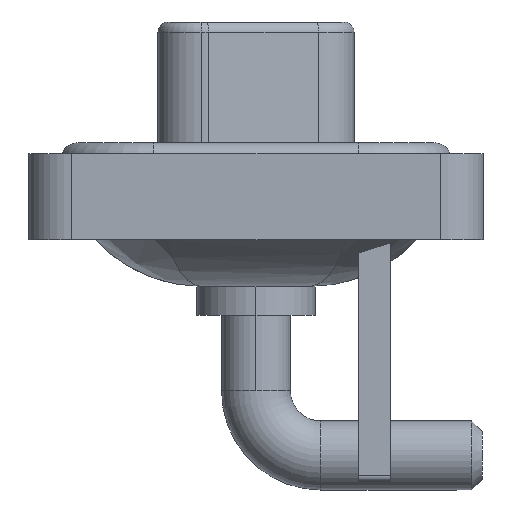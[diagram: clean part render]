
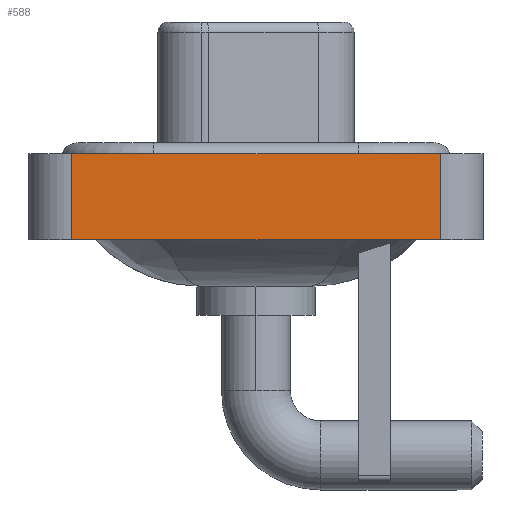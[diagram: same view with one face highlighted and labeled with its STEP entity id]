
A CAD part, left-side view. The second image highlights one B-rep face of the part: STEP entity #588.
In plain terms, the highlighted planar face has unit normal (-1, 0, 0).
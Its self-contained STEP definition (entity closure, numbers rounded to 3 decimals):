
#588 = ADVANCED_FACE ( 'NONE', ( #14077 ), #8424, .T. ) ;
#755 = CARTESIAN_POINT ( 'NONE',  ( -7.25, 8.55, -3.6 ) ) ;
#850 = VECTOR ( 'NONE', #3373, 1000. ) ;
#1556 = DIRECTION ( 'NONE',  ( 0., 0., 1. ) ) ;
#2486 = CARTESIAN_POINT ( 'NONE',  ( -7.25, -8.55, -3.6 ) ) ;
#2661 = EDGE_CURVE ( 'NONE', #4040, #16651, #9113, .T. ) ;
#3151 = DIRECTION ( 'NONE',  ( -1., 0., 0. ) ) ;
#3229 = ORIENTED_EDGE ( 'NONE', *, *, #14230, .F. ) ;
#3373 = DIRECTION ( 'NONE',  ( 0., -1., 0. ) ) ;
#3955 = ORIENTED_EDGE ( 'NONE', *, *, #8407, .T. ) ;
#3985 = CARTESIAN_POINT ( 'NONE',  ( -7.25, 8.55, -3.6 ) ) ;
#4012 = LINE ( 'NONE', #8145, #15597 ) ;
#4040 = VERTEX_POINT ( 'NONE', #7694 ) ;
#4268 = VECTOR ( 'NONE', #9721, 1000. ) ;
#5718 = AXIS2_PLACEMENT_3D ( 'NONE', #6912, #3151, #1556 ) ;
#6569 = ORIENTED_EDGE ( 'NONE', *, *, #17220, .T. ) ;
#6912 = CARTESIAN_POINT ( 'NONE',  ( -7.25, -8.55, -3.6 ) ) ;
#6935 = VERTEX_POINT ( 'NONE', #12216 ) ;
#7694 = CARTESIAN_POINT ( 'NONE',  ( -7.25, 8.55, 0.4 ) ) ;
#8145 = CARTESIAN_POINT ( 'NONE',  ( -7.25, -8.55, -3.6 ) ) ;
#8312 = ORIENTED_EDGE ( 'NONE', *, *, #2661, .F. ) ;
#8407 = EDGE_CURVE ( 'NONE', #6935, #16651, #4012, .T. ) ;
#8424 = PLANE ( 'NONE',  #5718 ) ;
#8725 = VECTOR ( 'NONE', #16833, 1000. ) ;
#9113 = LINE ( 'NONE', #12136, #850 ) ;
#9660 = DIRECTION ( 'NONE',  ( 0., 0., 1. ) ) ;
#9721 = DIRECTION ( 'NONE',  ( 0., 0., 1. ) ) ;
#10953 = LINE ( 'NONE', #3985, #4268 ) ;
#12136 = CARTESIAN_POINT ( 'NONE',  ( -7.25, -8.55, 0.4 ) ) ;
#12216 = CARTESIAN_POINT ( 'NONE',  ( -7.25, -8.55, -3.6 ) ) ;
#14077 = FACE_OUTER_BOUND ( 'NONE', #17921, .T. ) ;
#14230 = EDGE_CURVE ( 'NONE', #17988, #4040, #10953, .T. ) ;
#15098 = CARTESIAN_POINT ( 'NONE',  ( -7.25, -8.55, 0.4 ) ) ;
#15317 = LINE ( 'NONE', #2486, #8725 ) ;
#15597 = VECTOR ( 'NONE', #9660, 1000. ) ;
#16651 = VERTEX_POINT ( 'NONE', #15098 ) ;
#16833 = DIRECTION ( 'NONE',  ( 0., -1., 0. ) ) ;
#17220 = EDGE_CURVE ( 'NONE', #17988, #6935, #15317, .T. ) ;
#17921 = EDGE_LOOP ( 'NONE', ( #3955, #8312, #3229, #6569 ) ) ;
#17988 = VERTEX_POINT ( 'NONE', #755 ) ;
